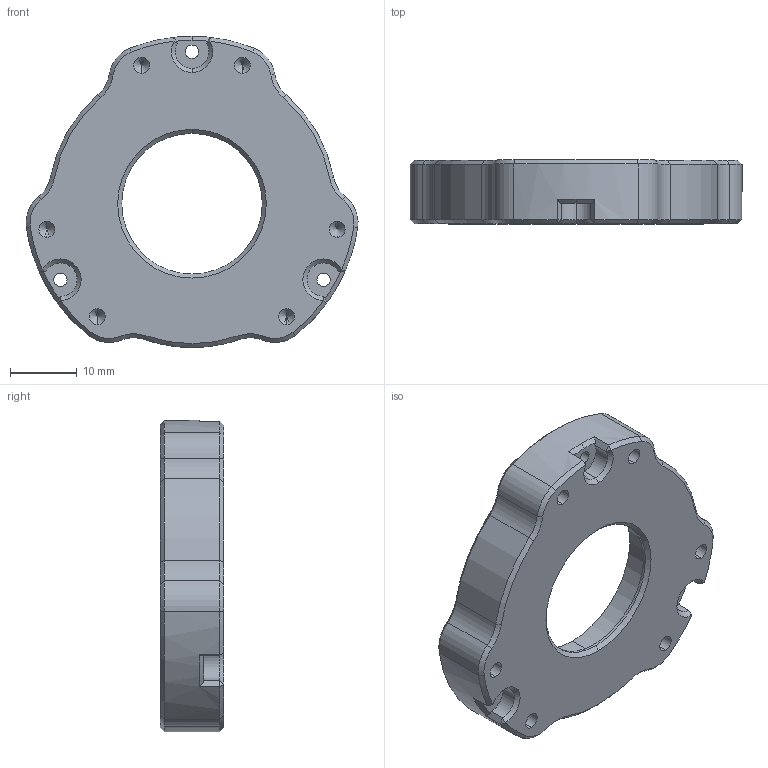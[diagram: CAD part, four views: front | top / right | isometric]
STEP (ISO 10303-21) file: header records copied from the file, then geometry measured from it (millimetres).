
FILE_DESCRIPTION (( 'STEP AP203' ), '1' );
FILE_NAME ('傷裔.STEP', '2024-02-18T20:57:40', ( '' ), ( '' ), 'SwSTEP 2.0', 'SolidWorks 2022', '' );
FILE_SCHEMA (( 'CONFIG_CONTROL_DESIGN' ));
Length unit declared in the file: millimetre
Products named in the file (1): 傷裔
Bounding box: 49.59 x 9.5 x 46.5 mm (x, y, z)
Volume: 8826.1 mm3; surface area: 5438.8 mm2
Topology: 1 solids, 1 shells, 168 faces, 416 edges, 246 vertices
Faces by surface type: cone 70, cylinder 68, plane 30
Entity records: 5012 total; most frequent: DIRECTION 961, CARTESIAN_POINT 837, ORIENTED_EDGE 808, EDGE_CURVE 404, AXIS2_PLACEMENT_3D 394, VERTEX_POINT 246, CIRCLE 225, EDGE_LOOP 184
